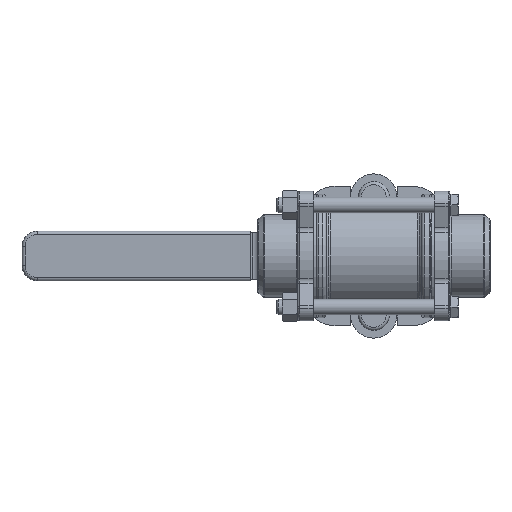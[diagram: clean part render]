
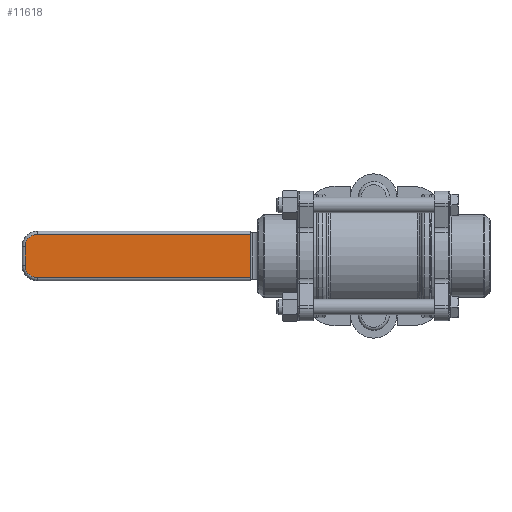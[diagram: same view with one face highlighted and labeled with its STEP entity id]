
A CAD part, front view. The second image highlights one B-rep face of the part: STEP entity #11618.
In plain terms, the highlighted planar face has unit normal (0, -1, 0).
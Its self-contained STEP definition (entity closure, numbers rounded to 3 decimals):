
#400=PLANE('',#12955);
#1309=FACE_OUTER_BOUND('',#2042,.T.);
#2042=EDGE_LOOP('',(#9671,#9672,#9673,#9674,#9675,#9676));
#2726=CIRCLE('',#12946,4.);
#2730=CIRCLE('',#12952,4.);
#3486=LINE('',#20585,#4319);
#3489=LINE('',#20600,#4322);
#3491=LINE('',#20612,#4324);
#3492=LINE('',#20614,#4325);
#4319=VECTOR('',#15786,10.);
#4322=VECTOR('',#15803,10.);
#4324=VECTOR('',#15817,10.);
#4325=VECTOR('',#15820,10.);
#5308=VERTEX_POINT('',#20582);
#5309=VERTEX_POINT('',#20584);
#5311=VERTEX_POINT('',#20590);
#5313=VERTEX_POINT('',#20596);
#5315=VERTEX_POINT('',#20602);
#5317=VERTEX_POINT('',#20608);
#6781=EDGE_CURVE('',#5308,#5309,#3486,.T.);
#6786=EDGE_CURVE('',#5309,#5311,#2726,.T.);
#6789=EDGE_CURVE('',#5311,#5313,#3489,.T.);
#6792=EDGE_CURVE('',#5313,#5315,#2730,.T.);
#6795=EDGE_CURVE('',#5315,#5317,#3491,.T.);
#6796=EDGE_CURVE('',#5317,#5308,#3492,.T.);
#9671=ORIENTED_EDGE('',*,*,#6795,.F.);
#9672=ORIENTED_EDGE('',*,*,#6792,.F.);
#9673=ORIENTED_EDGE('',*,*,#6789,.F.);
#9674=ORIENTED_EDGE('',*,*,#6786,.F.);
#9675=ORIENTED_EDGE('',*,*,#6781,.F.);
#9676=ORIENTED_EDGE('',*,*,#6796,.F.);
#11618=ADVANCED_FACE('',(#1309),#400,.T.);
#12946=AXIS2_PLACEMENT_3D('',#20594,#15796,#15797);
#12952=AXIS2_PLACEMENT_3D('',#20606,#15810,#15811);
#12955=AXIS2_PLACEMENT_3D('',#20613,#15818,#15819);
#15786=DIRECTION('',(0.,0.,-1.));
#15796=DIRECTION('center_axis',(0.,1.,0.));
#15797=DIRECTION('ref_axis',(0.707,0.,-0.707));
#15803=DIRECTION('',(-1.,0.,0.));
#15810=DIRECTION('center_axis',(0.,1.,0.));
#15811=DIRECTION('ref_axis',(-0.707,0.,-0.707));
#15817=DIRECTION('',(0.,0.,1.));
#15818=DIRECTION('center_axis',(0.,-1.,0.));
#15819=DIRECTION('ref_axis',(-1.,0.,0.));
#15820=DIRECTION('',(1.,0.,0.));
#20582=CARTESIAN_POINT('',(7.,24.444,-39.75));
#20584=CARTESIAN_POINT('',(7.,24.444,-108.5));
#20585=CARTESIAN_POINT('',(7.,24.444,-39.75));
#20590=CARTESIAN_POINT('',(3.,24.444,-112.5));
#20594=CARTESIAN_POINT('Origin',(3.,24.444,-108.5));
#20596=CARTESIAN_POINT('',(-3.,24.444,-112.5));
#20600=CARTESIAN_POINT('',(4.,24.444,-112.5));
#20602=CARTESIAN_POINT('',(-7.,24.444,-108.5));
#20606=CARTESIAN_POINT('Origin',(-3.,24.444,-108.5));
#20608=CARTESIAN_POINT('',(-7.,24.444,-39.75));
#20612=CARTESIAN_POINT('',(-7.,24.444,-39.75));
#20613=CARTESIAN_POINT('Origin',(8.,24.444,-39.75));
#20614=CARTESIAN_POINT('',(-8.,24.444,-39.75));
